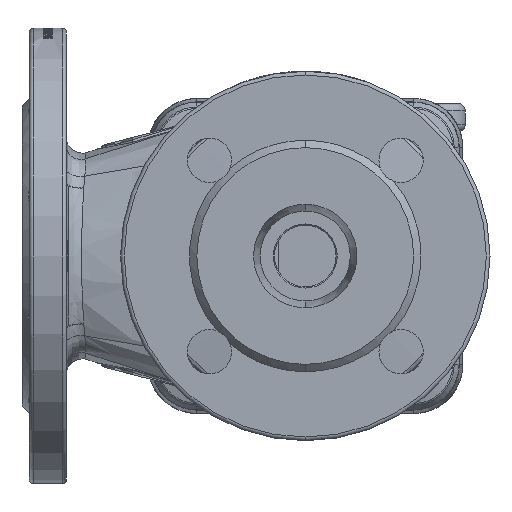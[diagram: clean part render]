
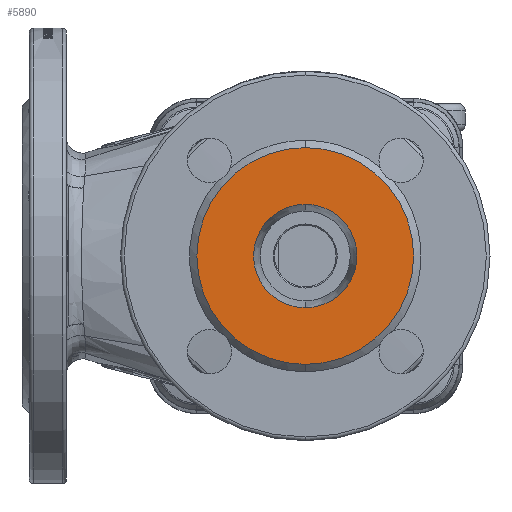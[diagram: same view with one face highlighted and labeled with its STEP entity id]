
A CAD part, front view. The second image highlights one B-rep face of the part: STEP entity #5890.
In plain terms, the highlighted planar face has unit normal (0, -1, 0).
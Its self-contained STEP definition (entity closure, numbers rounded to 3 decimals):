
#2463 = PLANE ( 'NONE',  #147564 ) ;
#3631 = EDGE_CURVE ( 'NONE', #19859, #109393, #92491, .T. ) ;
#3721 = DIRECTION ( 'NONE',  ( 0., 0., 1. ) ) ;
#5890 = ADVANCED_FACE ( 'NONE', ( #177707, #136821 ), #2463, .T. ) ;
#6159 = EDGE_CURVE ( 'NONE', #100339, #94696, #87100, .T. ) ;
#19859 = VERTEX_POINT ( 'NONE', #94057 ) ;
#21870 = AXIS2_PLACEMENT_3D ( 'NONE', #150514, #148109, #109127 ) ;
#22518 = EDGE_LOOP ( 'NONE', ( #63060, #134618 ) ) ;
#25908 = CARTESIAN_POINT ( 'NONE',  ( 0., -140., 0. ) ) ;
#26502 = DIRECTION ( 'NONE',  ( 0., 0., -1. ) ) ;
#26705 = EDGE_LOOP ( 'NONE', ( #117366, #88148 ) ) ;
#31430 = DIRECTION ( 'NONE',  ( 0., 1., 0. ) ) ;
#41364 = DIRECTION ( 'NONE',  ( 0., 0., -1. ) ) ;
#45608 = EDGE_CURVE ( 'NONE', #109393, #19859, #163931, .T. ) ;
#46946 = DIRECTION ( 'NONE',  ( 0., 0., -1. ) ) ;
#47178 = CARTESIAN_POINT ( 'NONE',  ( 0., -140., -21. ) ) ;
#51341 = EDGE_CURVE ( 'NONE', #94696, #100339, #169859, .T. ) ;
#63060 = ORIENTED_EDGE ( 'NONE', *, *, #45608, .F. ) ;
#87100 = CIRCLE ( 'NONE', #96111, 21. ) ;
#88148 = ORIENTED_EDGE ( 'NONE', *, *, #51341, .F. ) ;
#91839 = AXIS2_PLACEMENT_3D ( 'NONE', #110449, #166265, #41364 ) ;
#92491 = CIRCLE ( 'NONE', #111601, 44. ) ;
#94057 = CARTESIAN_POINT ( 'NONE',  ( 0., -140., -44. ) ) ;
#94696 = VERTEX_POINT ( 'NONE', #47178 ) ;
#96111 = AXIS2_PLACEMENT_3D ( 'NONE', #25908, #164019, #26502 ) ;
#100339 = VERTEX_POINT ( 'NONE', #139195 ) ;
#101079 = DIRECTION ( 'NONE',  ( 0., -1., 0. ) ) ;
#109127 = DIRECTION ( 'NONE',  ( 0., 0., 1. ) ) ;
#109393 = VERTEX_POINT ( 'NONE', #153562 ) ;
#110449 = CARTESIAN_POINT ( 'NONE',  ( 0., -140., 0. ) ) ;
#111601 = AXIS2_PLACEMENT_3D ( 'NONE', #127551, #31430, #3721 ) ;
#117366 = ORIENTED_EDGE ( 'NONE', *, *, #6159, .F. ) ;
#127551 = CARTESIAN_POINT ( 'NONE',  ( 0., -140., 0. ) ) ;
#129238 = CARTESIAN_POINT ( 'NONE',  ( 0., -140., 0. ) ) ;
#134618 = ORIENTED_EDGE ( 'NONE', *, *, #3631, .F. ) ;
#136821 = FACE_OUTER_BOUND ( 'NONE', #22518, .T. ) ;
#139195 = CARTESIAN_POINT ( 'NONE',  ( 0., -140., 21. ) ) ;
#147564 = AXIS2_PLACEMENT_3D ( 'NONE', #129238, #101079, #46946 ) ;
#148109 = DIRECTION ( 'NONE',  ( 0., 1., 0. ) ) ;
#150514 = CARTESIAN_POINT ( 'NONE',  ( 0., -140., 0. ) ) ;
#153562 = CARTESIAN_POINT ( 'NONE',  ( 0., -140., 44. ) ) ;
#163931 = CIRCLE ( 'NONE', #21870, 44. ) ;
#164019 = DIRECTION ( 'NONE',  ( 0., -1., 0. ) ) ;
#166265 = DIRECTION ( 'NONE',  ( 0., -1., 0. ) ) ;
#169859 = CIRCLE ( 'NONE', #91839, 21. ) ;
#177707 = FACE_BOUND ( 'NONE', #26705, .T. ) ;
